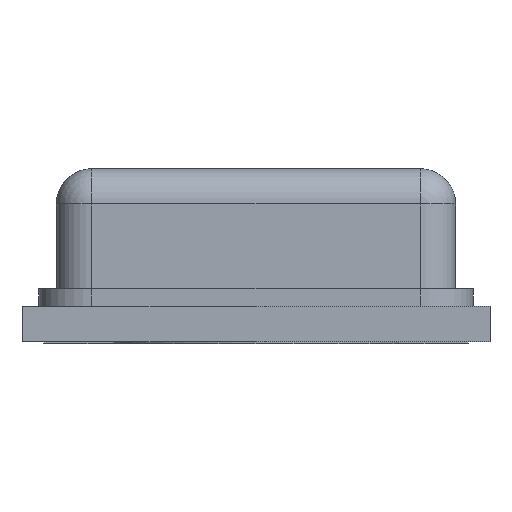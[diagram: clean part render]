
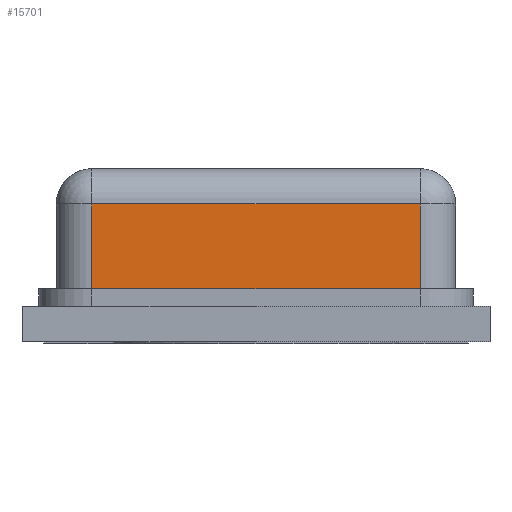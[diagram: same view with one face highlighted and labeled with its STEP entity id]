
A CAD part, front view. The second image highlights one B-rep face of the part: STEP entity #15701.
In plain terms, the highlighted planar face has unit normal (0, -1, 0).
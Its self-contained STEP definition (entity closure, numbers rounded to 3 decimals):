
#558 = FACE_OUTER_BOUND ( 'NONE', #7250, .T. ) ;
#594 = LINE ( 'NONE', #4469, #3715 ) ;
#812 = AXIS2_PLACEMENT_3D ( 'NONE', #14099, #12796, #10001 ) ;
#1313 = CARTESIAN_POINT ( 'NONE',  ( 0.93, -1.555, 0.78 ) ) ;
#1515 = VERTEX_POINT ( 'NONE', #12823 ) ;
#1924 = PLANE ( 'NONE',  #812 ) ;
#2090 = CARTESIAN_POINT ( 'NONE',  ( -0.93, -1.555, 0.3 ) ) ;
#2365 = EDGE_CURVE ( 'NONE', #16506, #15901, #8739, .T. ) ;
#3240 = DIRECTION ( 'NONE',  ( -1., 0., 0. ) ) ;
#3574 = LINE ( 'NONE', #14201, #12401 ) ;
#3715 = VECTOR ( 'NONE', #5819, 1000. ) ;
#3730 = ORIENTED_EDGE ( 'NONE', *, *, #11625, .T. ) ;
#4469 = CARTESIAN_POINT ( 'NONE',  ( -0.93, -1.555, 5.804 ) ) ;
#5819 = DIRECTION ( 'NONE',  ( 0., 0., -1. ) ) ;
#7250 = EDGE_LOOP ( 'NONE', ( #13642, #16911, #16938, #3730 ) ) ;
#7295 = EDGE_CURVE ( 'NONE', #1515, #16506, #16171, .T. ) ;
#8481 = CARTESIAN_POINT ( 'NONE',  ( -1.13, -1.555, 0.78 ) ) ;
#8739 = LINE ( 'NONE', #8481, #14715 ) ;
#9195 = EDGE_CURVE ( 'NONE', #13927, #1515, #3574, .T. ) ;
#9474 = DIRECTION ( 'NONE',  ( 0., 0., 1. ) ) ;
#10001 = DIRECTION ( 'NONE',  ( 0., 0., 1. ) ) ;
#10951 = CARTESIAN_POINT ( 'NONE',  ( 0.93, -1.555, 5.804 ) ) ;
#11625 = EDGE_CURVE ( 'NONE', #15901, #13927, #594, .T. ) ;
#12401 = VECTOR ( 'NONE', #15664, 1000. ) ;
#12796 = DIRECTION ( 'NONE',  ( 0., 1., 0. ) ) ;
#12823 = CARTESIAN_POINT ( 'NONE',  ( 0.93, -1.555, 0.3 ) ) ;
#13642 = ORIENTED_EDGE ( 'NONE', *, *, #9195, .T. ) ;
#13927 = VERTEX_POINT ( 'NONE', #2090 ) ;
#14099 = CARTESIAN_POINT ( 'NONE',  ( -1.13, -1.555, 5.804 ) ) ;
#14201 = CARTESIAN_POINT ( 'NONE',  ( -1.13, -1.555, 0.3 ) ) ;
#14715 = VECTOR ( 'NONE', #3240, 1000. ) ;
#14963 = VECTOR ( 'NONE', #9474, 1000. ) ;
#15664 = DIRECTION ( 'NONE',  ( 1., 0., 0. ) ) ;
#15701 = ADVANCED_FACE ( 'NONE', ( #558 ), #1924, .F. ) ;
#15901 = VERTEX_POINT ( 'NONE', #16243 ) ;
#16171 = LINE ( 'NONE', #10951, #14963 ) ;
#16243 = CARTESIAN_POINT ( 'NONE',  ( -0.93, -1.555, 0.78 ) ) ;
#16506 = VERTEX_POINT ( 'NONE', #1313 ) ;
#16911 = ORIENTED_EDGE ( 'NONE', *, *, #7295, .T. ) ;
#16938 = ORIENTED_EDGE ( 'NONE', *, *, #2365, .T. ) ;
